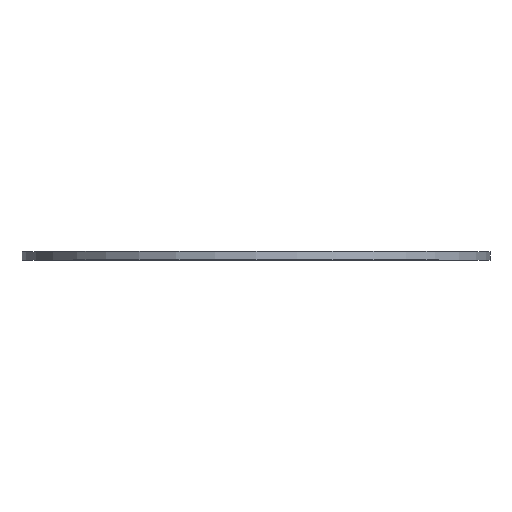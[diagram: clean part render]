
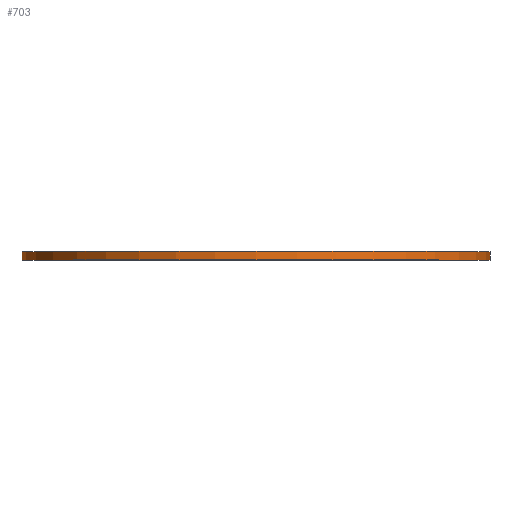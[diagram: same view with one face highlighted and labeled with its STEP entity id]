
A CAD part, top view. The second image highlights one B-rep face of the part: STEP entity #703.
In plain terms, the highlighted cylindrical face has radius 55 mm (diameter 110 mm), a full revolution.
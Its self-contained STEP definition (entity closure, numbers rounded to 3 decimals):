
#77=FACE_OUTER_BOUND('',#112,.T.);
#112=EDGE_LOOP('',(#574,#575,#576,#577));
#181=LINE('',#1231,#226);
#226=VECTOR('',#1027,55.);
#279=CIRCLE('',#805,55.);
#280=CIRCLE('',#806,55.);
#345=VERTEX_POINT('',#1228);
#346=VERTEX_POINT('',#1230);
#443=EDGE_CURVE('',#345,#345,#279,.T.);
#444=EDGE_CURVE('',#345,#346,#181,.T.);
#445=EDGE_CURVE('',#346,#346,#280,.T.);
#574=ORIENTED_EDGE('',*,*,#443,.F.);
#575=ORIENTED_EDGE('',*,*,#444,.T.);
#576=ORIENTED_EDGE('',*,*,#445,.T.);
#577=ORIENTED_EDGE('',*,*,#444,.F.);
#670=CYLINDRICAL_SURFACE('',#804,55.);
#703=ADVANCED_FACE('',(#77),#670,.T.);
#804=AXIS2_PLACEMENT_3D('',#1227,#1023,#1024);
#805=AXIS2_PLACEMENT_3D('',#1229,#1025,#1026);
#806=AXIS2_PLACEMENT_3D('',#1232,#1028,#1029);
#1023=DIRECTION('center_axis',(0.,1.,0.));
#1024=DIRECTION('ref_axis',(1.,0.,0.));
#1025=DIRECTION('center_axis',(0.,1.,0.));
#1026=DIRECTION('ref_axis',(1.,0.,0.));
#1027=DIRECTION('',(0.,-1.,0.));
#1028=DIRECTION('center_axis',(0.,1.,0.));
#1029=DIRECTION('ref_axis',(1.,0.,0.));
#1227=CARTESIAN_POINT('Origin',(0.,0.,0.));
#1228=CARTESIAN_POINT('',(-55.,2.,0.));
#1229=CARTESIAN_POINT('Origin',(0.,2.,0.));
#1230=CARTESIAN_POINT('',(-55.,0.,0.));
#1231=CARTESIAN_POINT('',(-55.,0.,0.));
#1232=CARTESIAN_POINT('Origin',(0.,0.,0.));
